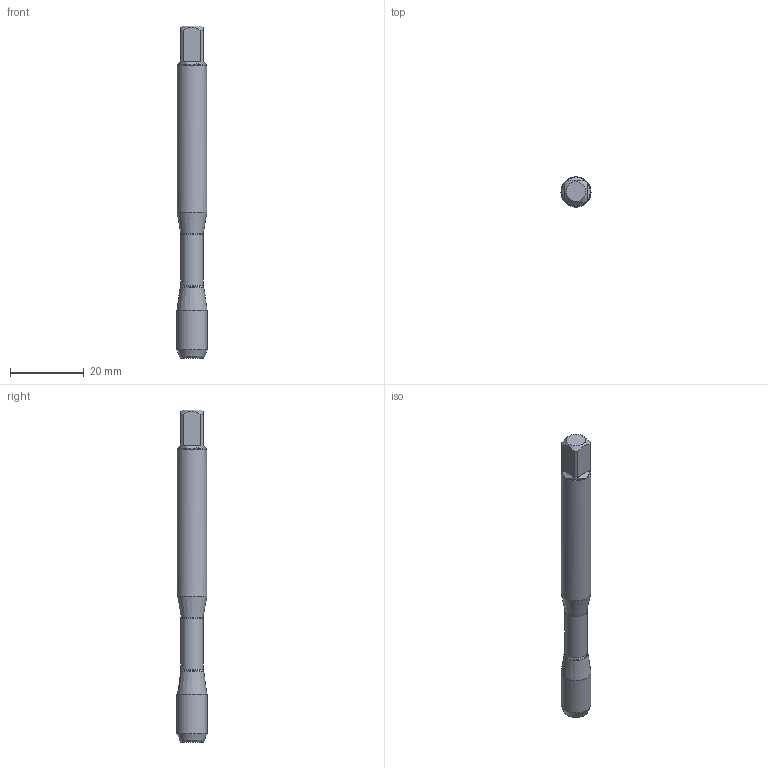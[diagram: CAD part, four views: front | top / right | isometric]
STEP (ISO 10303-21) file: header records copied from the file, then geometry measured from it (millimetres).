
FILE_DESCRIPTION(/* description */ (''),/* implementation_level */ '2;1');
FILE_NAME(/* name */ 'TOOL.STP',/* time_stamp */ '2023-04-19T07:20:56+02:00',/* author */ (''),/* organization */ ('SMS'),/* preprocessor_version */ 'ST-DEVELOPER v16.7',/* originating_system */ 'SIEMENS PLM Software NX 12.0',/* authorisation */ '');
FILE_SCHEMA (('AUTOMOTIVE_DESIGN { 1 0 10303 214 3 1 1 1 }'));
Length unit declared in the file: millimetre
Products named in the file (1): Tool
Bounding box: 8.16 x 8.16 x 90.1 mm (x, y, z)
Volume: 3986.5 mm3; surface area: 2263.3 mm2
Topology: 2 solids, 2 shells, 31 faces, 78 edges, 54 vertices
Faces by surface type: plane 12, cone 10, cylinder 7, torus 2
Full cylindrical faces by diameter (mm): 6 x1, 8.077 x1, 8.161 x1
Entity records: 951 total; most frequent: CARTESIAN_POINT 208, DIRECTION 154, ORIENTED_EDGE 120, AXIS2_PLACEMENT_3D 71, EDGE_CURVE 60, VERTEX_POINT 44, EDGE_LOOP 42, ADVANCED_FACE 31
